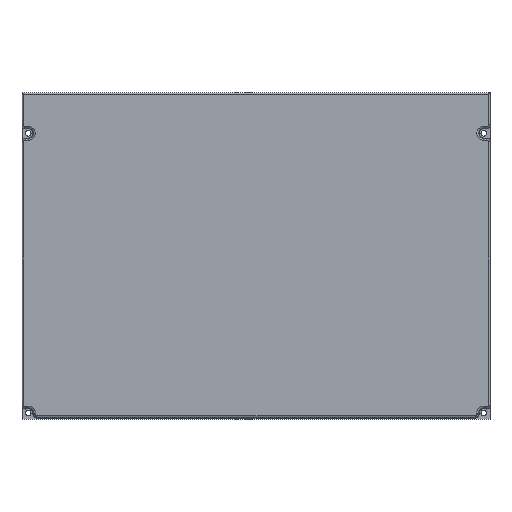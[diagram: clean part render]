
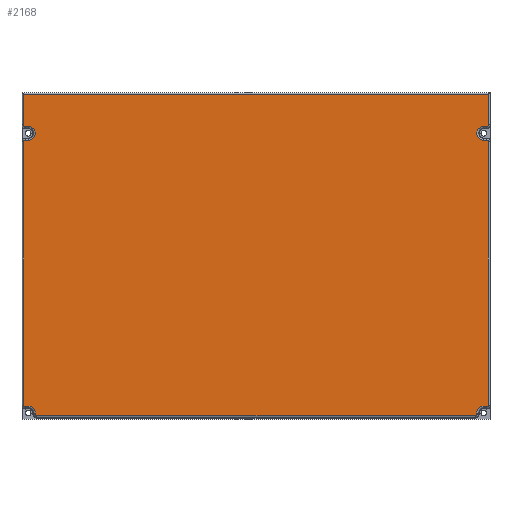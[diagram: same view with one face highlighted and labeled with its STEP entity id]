
A CAD part, top view. The second image highlights one B-rep face of the part: STEP entity #2168.
In plain terms, the highlighted planar face has unit normal (0, 0, 1).
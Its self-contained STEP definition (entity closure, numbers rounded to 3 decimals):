
#45=DIRECTION('',(-1.,0.,0.));
#46=VECTOR('',#45,226.75);
#47=CARTESIAN_POINT('',(113.375,78.45,1.2));
#48=LINE('',#47,#46);
#71=DIRECTION('',(0.,-1.,0.));
#72=VECTOR('',#71,15.01);
#73=CARTESIAN_POINT('',(-113.375,78.45,1.2));
#74=LINE('',#73,#72);
#79=CARTESIAN_POINT('',(-112.675,63.44,1.2));
#80=DIRECTION('',(0.,0.,1.));
#81=DIRECTION('',(-1.,0.,0.));
#82=AXIS2_PLACEMENT_3D('',#79,#80,#81);
#94=DIRECTION('',(1.,0.,0.));
#95=VECTOR('',#94,1.55);
#96=CARTESIAN_POINT('',(-112.675,62.74,1.2));
#97=LINE('',#96,#95);
#107=CARTESIAN_POINT('',(-111.125,59.34,1.2));
#108=DIRECTION('',(0.,0.,-1.));
#109=DIRECTION('',(0.,1.,0.));
#110=AXIS2_PLACEMENT_3D('',#107,#108,#109);
#122=DIRECTION('',(-1.,0.,0.));
#123=VECTOR('',#122,1.55);
#124=CARTESIAN_POINT('',(-111.125,55.94,1.2));
#125=LINE('',#124,#123);
#135=CARTESIAN_POINT('',(-112.675,55.24,1.2));
#136=DIRECTION('',(0.,0.,1.));
#137=DIRECTION('',(0.,1.,0.));
#138=AXIS2_PLACEMENT_3D('',#135,#136,#137);
#150=DIRECTION('',(0.,-1.,0.));
#151=VECTOR('',#150,128.594);
#152=CARTESIAN_POINT('',(-113.375,55.24,1.2));
#153=LINE('',#152,#151);
#163=CARTESIAN_POINT('',(-112.675,-73.354,1.2));
#164=DIRECTION('',(0.,0.,1.));
#165=DIRECTION('',(-1.,0.,0.));
#166=AXIS2_PLACEMENT_3D('',#163,#164,#165);
#178=CARTESIAN_POINT('',(-111.125,-77.15,1.2));
#179=DIRECTION('',(0.,0.,-1.));
#180=DIRECTION('',(-0.378,0.926,0.));
#181=AXIS2_PLACEMENT_3D('',#178,#179,#180);
#193=DIRECTION('',(0.,-1.,0.));
#194=VECTOR('',#193,0.6);
#195=CARTESIAN_POINT('',(-107.725,-77.15,1.2));
#196=LINE('',#195,#194);
#206=CARTESIAN_POINT('',(-107.025,-77.75,1.2));
#207=DIRECTION('',(0.,0.,1.));
#208=DIRECTION('',(-1.,0.,0.));
#209=AXIS2_PLACEMENT_3D('',#206,#207,#208);
#221=DIRECTION('',(1.,0.,0.));
#222=VECTOR('',#221,214.05);
#223=CARTESIAN_POINT('',(-107.025,-78.45,1.2));
#224=LINE('',#223,#222);
#234=CARTESIAN_POINT('',(107.025,-77.75,1.2));
#235=DIRECTION('',(0.,0.,1.));
#236=DIRECTION('',(0.,-1.,0.));
#237=AXIS2_PLACEMENT_3D('',#234,#235,#236);
#249=DIRECTION('',(0.,1.,0.));
#250=VECTOR('',#249,0.6);
#251=CARTESIAN_POINT('',(107.725,-77.75,1.2));
#252=LINE('',#251,#250);
#262=CARTESIAN_POINT('',(111.125,-77.15,1.2));
#263=DIRECTION('',(0.,0.,-1.));
#264=DIRECTION('',(-1.,0.,0.));
#265=AXIS2_PLACEMENT_3D('',#262,#263,#264);
#277=CARTESIAN_POINT('',(112.675,-73.354,1.2));
#278=DIRECTION('',(0.,0.,1.));
#279=DIRECTION('',(-0.378,-0.926,0.));
#280=AXIS2_PLACEMENT_3D('',#277,#278,#279);
#292=DIRECTION('',(0.,1.,0.));
#293=VECTOR('',#292,128.594);
#294=CARTESIAN_POINT('',(113.375,-73.354,1.2));
#295=LINE('',#294,#293);
#305=CARTESIAN_POINT('',(112.675,55.24,1.2));
#306=DIRECTION('',(0.,0.,1.));
#307=DIRECTION('',(1.,0.,0.));
#308=AXIS2_PLACEMENT_3D('',#305,#306,#307);
#320=DIRECTION('',(-1.,0.,0.));
#321=VECTOR('',#320,1.55);
#322=CARTESIAN_POINT('',(112.675,55.94,1.2));
#323=LINE('',#322,#321);
#333=CARTESIAN_POINT('',(111.125,59.34,1.2));
#334=DIRECTION('',(0.,0.,-1.));
#335=DIRECTION('',(0.,-1.,0.));
#336=AXIS2_PLACEMENT_3D('',#333,#334,#335);
#348=DIRECTION('',(1.,0.,0.));
#349=VECTOR('',#348,1.55);
#350=CARTESIAN_POINT('',(111.125,62.74,1.2));
#351=LINE('',#350,#349);
#361=CARTESIAN_POINT('',(112.675,63.44,1.2));
#362=DIRECTION('',(0.,0.,1.));
#363=DIRECTION('',(0.,-1.,0.));
#364=AXIS2_PLACEMENT_3D('',#361,#362,#363);
#376=DIRECTION('',(0.,1.,0.));
#377=VECTOR('',#376,15.01);
#378=CARTESIAN_POINT('',(113.375,63.44,1.2));
#379=LINE('',#378,#377);
#1713=CARTESIAN_POINT('',(113.375,78.45,1.2));
#1714=CARTESIAN_POINT('',(-113.375,78.45,1.2));
#1715=VERTEX_POINT('',#1713);
#1716=VERTEX_POINT('',#1714);
#1721=CARTESIAN_POINT('',(-113.375,63.44,1.2));
#1722=VERTEX_POINT('',#1721);
#1725=CARTESIAN_POINT('',(-112.675,62.74,1.2));
#1726=VERTEX_POINT('',#1725);
#1729=CARTESIAN_POINT('',(-111.125,62.74,1.2));
#1730=VERTEX_POINT('',#1729);
#1733=CARTESIAN_POINT('',(-111.125,55.94,1.2));
#1734=VERTEX_POINT('',#1733);
#1737=CARTESIAN_POINT('',(-112.675,55.94,1.2));
#1738=VERTEX_POINT('',#1737);
#1741=CARTESIAN_POINT('',(-113.375,55.24,1.2));
#1742=VERTEX_POINT('',#1741);
#1745=CARTESIAN_POINT('',(-113.375,-73.354,1.2));
#1746=VERTEX_POINT('',#1745);
#1749=CARTESIAN_POINT('',(-112.41,-74.002,
1.2));
#1750=VERTEX_POINT('',#1749);
#1753=CARTESIAN_POINT('',(-107.725,-77.15,1.2));
#1754=VERTEX_POINT('',#1753);
#1757=CARTESIAN_POINT('',(-107.725,-77.75,1.2));
#1758=VERTEX_POINT('',#1757);
#1761=CARTESIAN_POINT('',(-107.025,-78.45,1.2));
#1762=VERTEX_POINT('',#1761);
#1765=CARTESIAN_POINT('',(107.025,-78.45,1.2));
#1766=VERTEX_POINT('',#1765);
#1769=CARTESIAN_POINT('',(107.725,-77.75,1.2));
#1770=VERTEX_POINT('',#1769);
#1773=CARTESIAN_POINT('',(107.725,-77.15,1.2));
#1774=VERTEX_POINT('',#1773);
#1777=CARTESIAN_POINT('',(112.41,-74.002,1.2));
#1778=VERTEX_POINT('',#1777);
#1781=CARTESIAN_POINT('',(113.375,-73.354,1.2));
#1782=VERTEX_POINT('',#1781);
#1785=CARTESIAN_POINT('',(113.375,55.24,1.2));
#1786=VERTEX_POINT('',#1785);
#1789=CARTESIAN_POINT('',(112.675,55.94,1.2));
#1790=VERTEX_POINT('',#1789);
#1793=CARTESIAN_POINT('',(111.125,55.94,1.2));
#1794=VERTEX_POINT('',#1793);
#1797=CARTESIAN_POINT('',(111.125,62.74,1.2));
#1798=VERTEX_POINT('',#1797);
#1801=CARTESIAN_POINT('',(112.675,62.74,1.2));
#1802=VERTEX_POINT('',#1801);
#1805=CARTESIAN_POINT('',(113.375,63.44,1.2));
#1806=VERTEX_POINT('',#1805);
#2113=CARTESIAN_POINT('',(0.,0.,1.2));
#2114=DIRECTION('',(0.,0.,1.));
#2115=DIRECTION('',(1.,0.,0.));
#2116=AXIS2_PLACEMENT_3D('',#2113,#2114,#2115);
#2117=PLANE('',#2116);
#2119=ORIENTED_EDGE('',*,*,#2118,.F.);
#2121=ORIENTED_EDGE('',*,*,#2120,.F.);
#2123=ORIENTED_EDGE('',*,*,#2122,.F.);
#2125=ORIENTED_EDGE('',*,*,#2124,.F.);
#2127=ORIENTED_EDGE('',*,*,#2126,.F.);
#2129=ORIENTED_EDGE('',*,*,#2128,.F.);
#2131=ORIENTED_EDGE('',*,*,#2130,.F.);
#2133=ORIENTED_EDGE('',*,*,#2132,.F.);
#2135=ORIENTED_EDGE('',*,*,#2134,.F.);
#2137=ORIENTED_EDGE('',*,*,#2136,.F.);
#2139=ORIENTED_EDGE('',*,*,#2138,.F.);
#2141=ORIENTED_EDGE('',*,*,#2140,.F.);
#2143=ORIENTED_EDGE('',*,*,#2142,.F.);
#2145=ORIENTED_EDGE('',*,*,#2144,.F.);
#2147=ORIENTED_EDGE('',*,*,#2146,.F.);
#2149=ORIENTED_EDGE('',*,*,#2148,.F.);
#2151=ORIENTED_EDGE('',*,*,#2150,.F.);
#2153=ORIENTED_EDGE('',*,*,#2152,.F.);
#2155=ORIENTED_EDGE('',*,*,#2154,.F.);
#2157=ORIENTED_EDGE('',*,*,#2156,.F.);
#2159=ORIENTED_EDGE('',*,*,#2158,.F.);
#2161=ORIENTED_EDGE('',*,*,#2160,.F.);
#2163=ORIENTED_EDGE('',*,*,#2162,.F.);
#2165=ORIENTED_EDGE('',*,*,#2164,.F.);
#2166=EDGE_LOOP('',(#2119,#2121,#2123,#2125,#2127,#2129,#2131,#2133,#2135,#2137,
#2139,#2141,#2143,#2145,#2147,#2149,#2151,#2153,#2155,#2157,#2159,#2161,#2163,
#2165));
#2167=FACE_OUTER_BOUND('',#2166,.F.);
#2168=ADVANCED_FACE('',(#2167),#2117,.T.);
#83=CIRCLE('',#82,0.7);
#111=CIRCLE('',#110,3.4);
#139=CIRCLE('',#138,0.7);
#167=CIRCLE('',#166,0.7);
#182=CIRCLE('',#181,3.4);
#210=CIRCLE('',#209,0.7);
#238=CIRCLE('',#237,0.7);
#266=CIRCLE('',#265,3.4);
#281=CIRCLE('',#280,0.7);
#309=CIRCLE('',#308,0.7);
#337=CIRCLE('',#336,3.4);
#365=CIRCLE('',#364,0.7);
#2118=EDGE_CURVE('',#1715,#1716,#48,.T.);
#2120=EDGE_CURVE('',#1806,#1715,#379,.T.);
#2122=EDGE_CURVE('',#1802,#1806,#365,.T.);
#2124=EDGE_CURVE('',#1798,#1802,#351,.T.);
#2126=EDGE_CURVE('',#1794,#1798,#337,.T.);
#2128=EDGE_CURVE('',#1790,#1794,#323,.T.);
#2130=EDGE_CURVE('',#1786,#1790,#309,.T.);
#2132=EDGE_CURVE('',#1782,#1786,#295,.T.);
#2134=EDGE_CURVE('',#1778,#1782,#281,.T.);
#2136=EDGE_CURVE('',#1774,#1778,#266,.T.);
#2138=EDGE_CURVE('',#1770,#1774,#252,.T.);
#2140=EDGE_CURVE('',#1766,#1770,#238,.T.);
#2142=EDGE_CURVE('',#1762,#1766,#224,.T.);
#2144=EDGE_CURVE('',#1758,#1762,#210,.T.);
#2146=EDGE_CURVE('',#1754,#1758,#196,.T.);
#2148=EDGE_CURVE('',#1750,#1754,#182,.T.);
#2150=EDGE_CURVE('',#1746,#1750,#167,.T.);
#2152=EDGE_CURVE('',#1742,#1746,#153,.T.);
#2154=EDGE_CURVE('',#1738,#1742,#139,.T.);
#2156=EDGE_CURVE('',#1734,#1738,#125,.T.);
#2158=EDGE_CURVE('',#1730,#1734,#111,.T.);
#2160=EDGE_CURVE('',#1726,#1730,#97,.T.);
#2162=EDGE_CURVE('',#1722,#1726,#83,.T.);
#2164=EDGE_CURVE('',#1716,#1722,#74,.T.);
